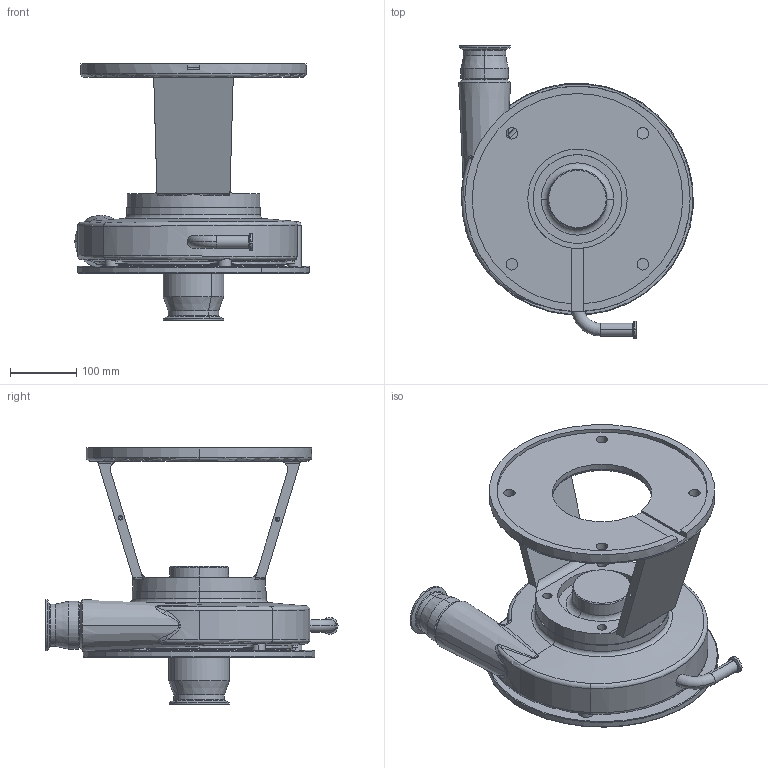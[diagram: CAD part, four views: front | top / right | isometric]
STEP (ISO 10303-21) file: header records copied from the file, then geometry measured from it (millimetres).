
FILE_DESCRIPTION (( 'STEP AP214' ), '1' );
FILE_NAME ('FPX 3551-3552 320TSC VERT 3-4 In ELBOW LEFT DRAIN.STEP', '2023-01-16T17:45:57', ( '' ), ( '' ), 'SwSTEP 2.0', 'SolidWorks 2021', '' );
FILE_SCHEMA (( 'AUTOMOTIVE_DESIGN' ));
Length unit declared in the file: millimetre
Products named in the file (1): FPX 3551-3552 320TSC VERT 3-4 In ELBOW LEFT DRAIN
Bounding box: 353.57 x 440.7 x 386.5 mm (x, y, z)
Volume: 8227759.6 mm3; surface area: 840419.8 mm2
Topology: 2 solids, 5 shells, 423 faces, 1026 edges, 622 vertices
Faces by surface type: cylinder 151, cone 82, plane 81, torus 67, bspline 36, sphere 6
Entity records: 17505 total; most frequent: CARTESIAN_POINT 7822, DIRECTION 2048, ORIENTED_EDGE 2018, EDGE_CURVE 1009, AXIS2_PLACEMENT_3D 868, VERTEX_POINT 622, CIRCLE 480, EDGE_LOOP 475
